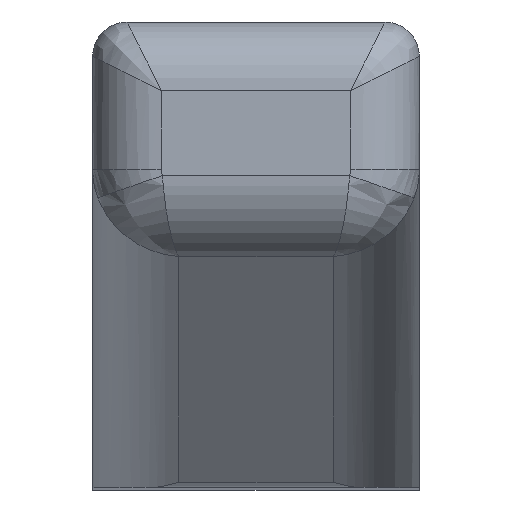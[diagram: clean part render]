
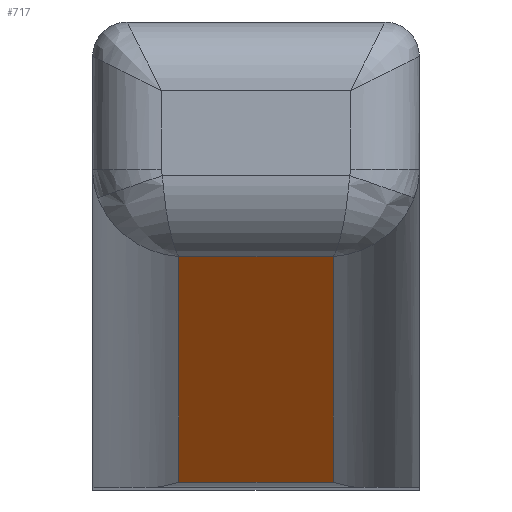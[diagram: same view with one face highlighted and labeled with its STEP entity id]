
A CAD part, top view. The second image highlights one B-rep face of the part: STEP entity #717.
In plain terms, the highlighted planar face has unit normal (0, -0.94, 0.342).
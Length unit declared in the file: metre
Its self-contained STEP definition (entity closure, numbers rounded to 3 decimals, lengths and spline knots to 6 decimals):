
#78=FACE_OUTER_BOUND('',#120,.T.);
#120=EDGE_LOOP('',(#584,#585,#586,#587));
#224=LINE('',#1203,#292);
#225=LINE('',#1205,#293);
#226=LINE('',#1207,#294);
#227=LINE('',#1208,#295);
#292=VECTOR('',#959,0.009699);
#293=VECTOR('',#960,0.002286);
#294=VECTOR('',#961,0.009699);
#295=VECTOR('',#962,0.002286);
#354=VERTEX_POINT('',#1201);
#355=VERTEX_POINT('',#1202);
#356=VERTEX_POINT('',#1204);
#357=VERTEX_POINT('',#1206);
#436=EDGE_CURVE('',#354,#355,#224,.F.);
#437=EDGE_CURVE('',#356,#354,#225,.F.);
#438=EDGE_CURVE('',#357,#356,#226,.F.);
#439=EDGE_CURVE('',#355,#357,#227,.F.);
#584=ORIENTED_EDGE('',*,*,#436,.F.);
#585=ORIENTED_EDGE('',*,*,#437,.F.);
#586=ORIENTED_EDGE('',*,*,#438,.F.);
#587=ORIENTED_EDGE('',*,*,#439,.F.);
#696=PLANE('',#785);
#717=ADVANCED_FACE('',(#78),#696,.T.);
#785=AXIS2_PLACEMENT_3D('',#1200,#957,#958);
#957=DIRECTION('center_axis',(0.,-0.94,0.342));
#958=DIRECTION('ref_axis',(0.,-0.342,-0.94));
#959=DIRECTION('',(0.,0.342,0.94));
#960=DIRECTION('',(-1.,0.,0.));
#961=DIRECTION('',(0.,-0.342,-0.94));
#962=DIRECTION('',(1.,0.,0.));
#1200=CARTESIAN_POINT('Origin',(0.019784,-0.019293,0.522298));
#1201=CARTESIAN_POINT('',(0.018514,-0.015899,0.531622));
#1202=CARTESIAN_POINT('',(0.018514,-0.019217,0.522508));
#1203=CARTESIAN_POINT('',(0.018514,-0.019217,0.522508));
#1204=CARTESIAN_POINT('',(0.016228,-0.015899,0.531622));
#1205=CARTESIAN_POINT('',(0.018514,-0.015899,0.531622));
#1206=CARTESIAN_POINT('',(0.016228,-0.019217,0.522508));
#1207=CARTESIAN_POINT('',(0.016228,-0.015899,0.531622));
#1208=CARTESIAN_POINT('',(0.016228,-0.019217,0.522508));
